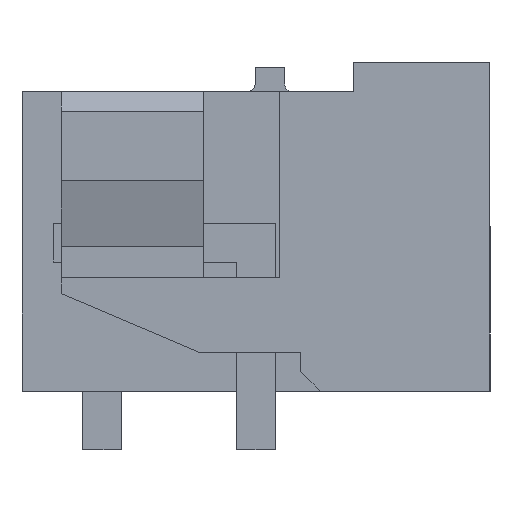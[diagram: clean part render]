
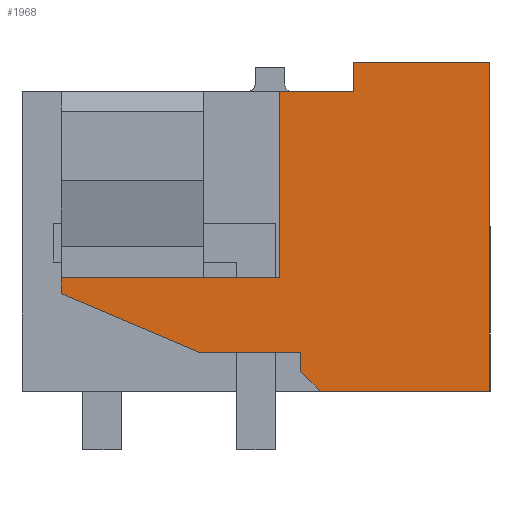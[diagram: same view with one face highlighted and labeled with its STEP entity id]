
A CAD part, left-side view. The second image highlights one B-rep face of the part: STEP entity #1968.
In plain terms, the highlighted planar face has unit normal (-1, 0, 0).
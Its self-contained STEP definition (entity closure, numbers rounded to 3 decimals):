
#1928=AXIS2_PLACEMENT_3D('Plane Axis2P3D',#1925,#1926,#1927) ;
#254=CARTESIAN_POINT('Vertex',(0.,0.,1.5)) ;
#259=CARTESIAN_POINT('Line Origine',(0.,2.177,1.5)) ;
#263=CARTESIAN_POINT('Vertex',(0.,4.354,1.5)) ;
#408=CARTESIAN_POINT('Vertex',(0.,5.4,9.18)) ;
#411=CARTESIAN_POINT('Line Origine',(0.,4.45,9.18)) ;
#415=CARTESIAN_POINT('Vertex',(0.,3.5,9.18)) ;
#1026=CARTESIAN_POINT('Line Origine',(0.,11.,4.205)) ;
#1030=CARTESIAN_POINT('Vertex',(0.,11.,4.41)) ;
#1032=CARTESIAN_POINT('Vertex',(0.,11.,4.001)) ;
#1134=CARTESIAN_POINT('Vertex',(0.,7.465,2.503)) ;
#1137=CARTESIAN_POINT('Line Origine',(0.,9.232,3.252)) ;
#1158=CARTESIAN_POINT('Vertex',(0.,4.854,2.503)) ;
#1161=CARTESIAN_POINT('Line Origine',(0.,6.159,2.503)) ;
#1216=CARTESIAN_POINT('Vertex',(0.,4.854,2.)) ;
#1219=CARTESIAN_POINT('Line Origine',(0.,4.854,2.251)) ;
#1236=CARTESIAN_POINT('Line Origine',(0.,4.604,1.75)) ;
#1259=CARTESIAN_POINT('Vertex',(0.,0.,9.93)) ;
#1262=CARTESIAN_POINT('Line Origine',(0.,0.,5.715)) ;
#1925=CARTESIAN_POINT('Axis2P3D Location',(0.,12.,0.)) ;
#1930=CARTESIAN_POINT('Line Origine',(0.,1.75,9.93)) ;
#1934=CARTESIAN_POINT('Vertex',(0.,3.5,9.93)) ;
#1937=CARTESIAN_POINT('Line Origine',(0.,3.5,9.555)) ;
#1942=CARTESIAN_POINT('Line Origine',(0.,5.4,6.795)) ;
#1946=CARTESIAN_POINT('Vertex',(0.,5.4,4.41)) ;
#1949=CARTESIAN_POINT('Line Origine',(0.,8.2,4.41)) ;
#260=DIRECTION('Vector Direction',(0.,1.,0.)) ;
#412=DIRECTION('Vector Direction',(0.,1.,0.)) ;
#1027=DIRECTION('Vector Direction',(0.,0.,1.)) ;
#1138=DIRECTION('Vector Direction',(0.,0.921,0.39)) ;
#1162=DIRECTION('Vector Direction',(0.,-1.,0.)) ;
#1220=DIRECTION('Vector Direction',(0.,0.,-1.)) ;
#1237=DIRECTION('Vector Direction',(0.,0.707,0.707)) ;
#1263=DIRECTION('Vector Direction',(0.,0.,-1.)) ;
#1926=DIRECTION('Axis2P3D Direction',(-1.,0.,0.)) ;
#1927=DIRECTION('Axis2P3D XDirection',(0.,-1.,0.)) ;
#1931=DIRECTION('Vector Direction',(0.,1.,0.)) ;
#1938=DIRECTION('Vector Direction',(0.,0.,1.)) ;
#1943=DIRECTION('Vector Direction',(0.,0.,-1.)) ;
#1950=DIRECTION('Vector Direction',(0.,1.,0.)) ;
#261=VECTOR('Line Direction',#260,1.) ;
#413=VECTOR('Line Direction',#412,1.) ;
#1028=VECTOR('Line Direction',#1027,1.) ;
#1139=VECTOR('Line Direction',#1138,1.) ;
#1163=VECTOR('Line Direction',#1162,1.) ;
#1221=VECTOR('Line Direction',#1220,1.) ;
#1238=VECTOR('Line Direction',#1237,1.) ;
#1264=VECTOR('Line Direction',#1263,1.) ;
#1932=VECTOR('Line Direction',#1931,1.) ;
#1939=VECTOR('Line Direction',#1938,1.) ;
#1944=VECTOR('Line Direction',#1943,1.) ;
#1951=VECTOR('Line Direction',#1950,1.) ;
#1955=ORIENTED_EDGE('',*,*,#1936,.T.) ;
#1956=ORIENTED_EDGE('',*,*,#1941,.T.) ;
#1957=ORIENTED_EDGE('',*,*,#417,.T.) ;
#1958=ORIENTED_EDGE('',*,*,#1948,.T.) ;
#1959=ORIENTED_EDGE('',*,*,#1953,.T.) ;
#1960=ORIENTED_EDGE('',*,*,#1034,.T.) ;
#1961=ORIENTED_EDGE('',*,*,#1141,.T.) ;
#1962=ORIENTED_EDGE('',*,*,#1165,.T.) ;
#1963=ORIENTED_EDGE('',*,*,#1223,.T.) ;
#1964=ORIENTED_EDGE('',*,*,#1240,.T.) ;
#1965=ORIENTED_EDGE('',*,*,#265,.T.) ;
#1966=ORIENTED_EDGE('',*,*,#1266,.T.) ;
#1968=ADVANCED_FACE('HOUSING',(#1967),#1929,.T.) ;
#265=EDGE_CURVE('',#264,#255,#262,.F.) ;
#417=EDGE_CURVE('',#416,#409,#414,.T.) ;
#1034=EDGE_CURVE('',#1031,#1033,#1029,.F.) ;
#1141=EDGE_CURVE('',#1033,#1135,#1140,.F.) ;
#1165=EDGE_CURVE('',#1135,#1159,#1164,.T.) ;
#1223=EDGE_CURVE('',#1159,#1217,#1222,.T.) ;
#1240=EDGE_CURVE('',#1217,#264,#1239,.F.) ;
#1266=EDGE_CURVE('',#255,#1260,#1265,.F.) ;
#1936=EDGE_CURVE('',#1260,#1935,#1933,.T.) ;
#1941=EDGE_CURVE('',#1935,#416,#1940,.F.) ;
#1948=EDGE_CURVE('',#409,#1947,#1945,.T.) ;
#1953=EDGE_CURVE('',#1947,#1031,#1952,.T.) ;
#1954=EDGE_LOOP('',(#1955,#1956,#1957,#1958,#1959,#1960,#1961,#1962,#1963,#1964,#1965,#1966)) ;
#1967=FACE_OUTER_BOUND('',#1954,.T.) ;
#262=LINE('Line',#259,#261) ;
#414=LINE('Line',#411,#413) ;
#1029=LINE('Line',#1026,#1028) ;
#1140=LINE('Line',#1137,#1139) ;
#1164=LINE('Line',#1161,#1163) ;
#1222=LINE('Line',#1219,#1221) ;
#1239=LINE('Line',#1236,#1238) ;
#1265=LINE('Line',#1262,#1264) ;
#1933=LINE('Line',#1930,#1932) ;
#1940=LINE('Line',#1937,#1939) ;
#1945=LINE('Line',#1942,#1944) ;
#1952=LINE('Line',#1949,#1951) ;
#1929=PLANE('',#1928) ;
#255=VERTEX_POINT('',#254) ;
#264=VERTEX_POINT('',#263) ;
#409=VERTEX_POINT('',#408) ;
#416=VERTEX_POINT('',#415) ;
#1031=VERTEX_POINT('',#1030) ;
#1033=VERTEX_POINT('',#1032) ;
#1135=VERTEX_POINT('',#1134) ;
#1159=VERTEX_POINT('',#1158) ;
#1217=VERTEX_POINT('',#1216) ;
#1260=VERTEX_POINT('',#1259) ;
#1935=VERTEX_POINT('',#1934) ;
#1947=VERTEX_POINT('',#1946) ;
